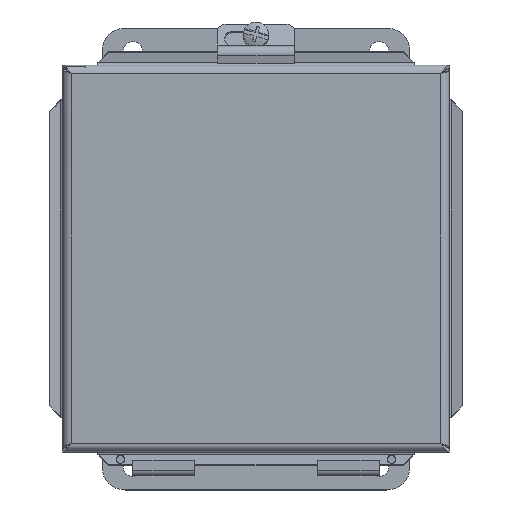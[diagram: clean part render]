
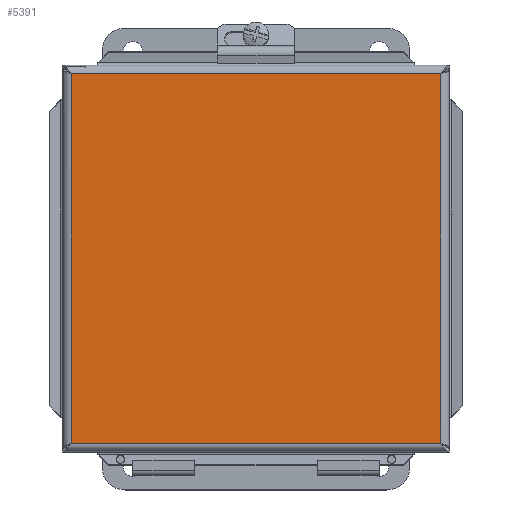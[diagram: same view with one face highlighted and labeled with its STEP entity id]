
A CAD part, top view. The second image highlights one B-rep face of the part: STEP entity #5391.
In plain terms, the highlighted planar face has unit normal (0, 0, 1).
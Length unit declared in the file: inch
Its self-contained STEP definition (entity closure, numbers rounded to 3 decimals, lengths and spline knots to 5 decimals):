
#663=PLANE('',#5976);
#1046=LINE('',#9202,#1564);
#1079=LINE('',#9445,#1597);
#1181=LINE('',#9892,#1699);
#1182=LINE('',#9894,#1700);
#1564=VECTOR('',#6974,0.3937);
#1597=VECTOR('',#7027,0.3937);
#1699=VECTOR('',#7301,0.3937);
#1700=VECTOR('',#7304,0.3937);
#2068=FACE_OUTER_BOUND('',#2396,.T.);
#2396=EDGE_LOOP('',(#5077,#5078,#5079,#5080));
#2804=VERTEX_POINT('',#8923);
#2835=VERTEX_POINT('',#9071);
#2863=VERTEX_POINT('',#9201);
#2875=VERTEX_POINT('',#9358);
#3481=EDGE_CURVE('',#2863,#2835,#1046,.T.);
#3523=EDGE_CURVE('',#2804,#2875,#1079,.T.);
#3661=EDGE_CURVE('',#2835,#2804,#1181,.T.);
#3662=EDGE_CURVE('',#2875,#2863,#1182,.T.);
#5077=ORIENTED_EDGE('',*,*,#3661,.T.);
#5078=ORIENTED_EDGE('',*,*,#3523,.T.);
#5079=ORIENTED_EDGE('',*,*,#3662,.T.);
#5080=ORIENTED_EDGE('',*,*,#3481,.T.);
#5391=ADVANCED_FACE('',(#2068),#663,.T.);
#5976=AXIS2_PLACEMENT_3D('',#9895,#7305,#7306);
#6974=DIRECTION('',(0.,-1.,0.));
#7027=DIRECTION('',(0.,1.,0.));
#7301=DIRECTION('',(1.,0.,0.));
#7304=DIRECTION('',(-1.,0.,0.));
#7305=DIRECTION('center_axis',(0.,0.,1.));
#7306=DIRECTION('ref_axis',(1.,0.,0.));
#8923=CARTESIAN_POINT('',(3.0035,-3.0035,0.059));
#9071=CARTESIAN_POINT('',(-3.0035,-3.0035,0.059));
#9201=CARTESIAN_POINT('',(-3.0035,3.0035,0.059));
#9202=CARTESIAN_POINT('',(-3.0035,1.50175,0.059));
#9358=CARTESIAN_POINT('',(3.0035,3.0035,0.059));
#9445=CARTESIAN_POINT('',(3.0035,-1.50175,0.059));
#9892=CARTESIAN_POINT('',(-1.50175,-3.0035,0.059));
#9894=CARTESIAN_POINT('',(1.50175,3.0035,0.059));
#9895=CARTESIAN_POINT('Origin',(0.,0.,
0.059));
